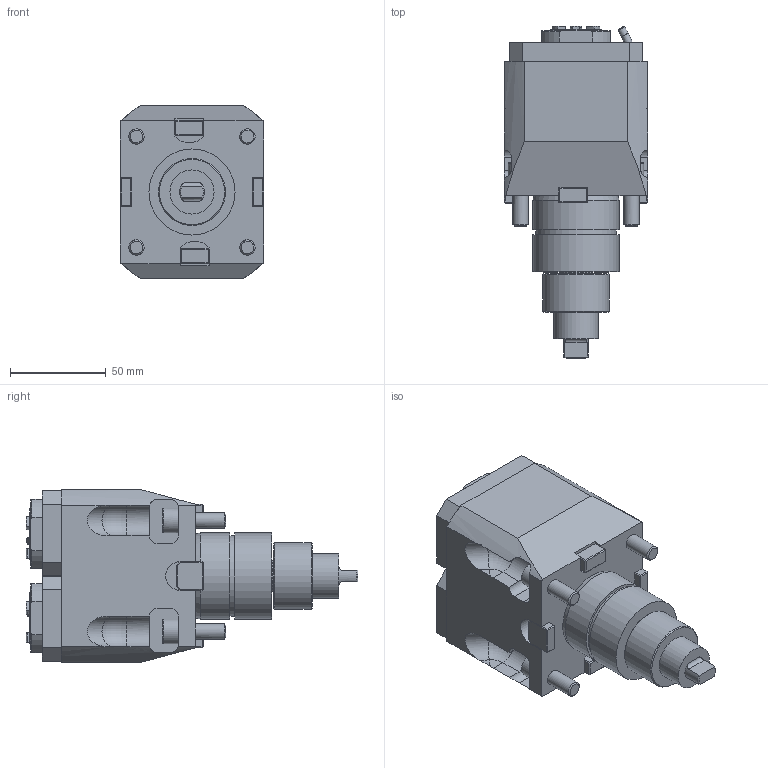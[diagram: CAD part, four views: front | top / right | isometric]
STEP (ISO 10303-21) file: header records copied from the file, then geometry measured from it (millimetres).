
FILE_DESCRIPTION (( 'STEP AP214' ), '1' );
FILE_NAME ('RAPPTYH20I121UT45P44.STEP', '2025-07-10T14:15:46', ( '' ), ( '' ), 'SwSTEP 2.0', 'SolidWorks 2023', '' );
FILE_SCHEMA (( 'AUTOMOTIVE_DESIGN' ));
Length unit declared in the file: millimetre
Products named in the file (1): RAPPTYH20I121UT45P44
Bounding box: 75 x 173.47 x 90 mm (x, y, z)
Volume: 577007 mm3; surface area: 61802 mm2
Topology: 1 solids, 1 shells, 958 faces, 2596 edges, 1695 vertices
Faces by surface type: plane 606, bspline 210, cylinder 110, cone 22, torus 10
Full cylindrical faces by diameter (mm): 1.275 x1, 1.575 x1, 4 x2, 4.775 x1, 8 x4, 13 x4, 16 x2, 16.6 x1, 23 x1, 35 x1, 42 x1, 45 x2
Entity records: 43598 total; most frequent: CARTESIAN_POINT 14631, ORIENTED_EDGE 5086, DIRECTION 3822, EDGE_CURVE 2543, VECTOR 1798, LINE 1798, VERTEX_POINT 1681, EDGE_LOOP 1068
